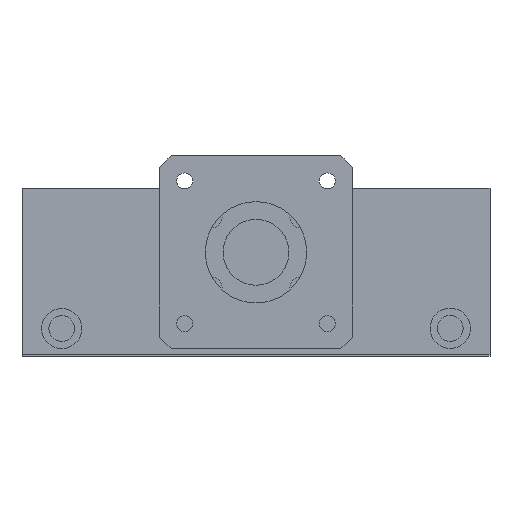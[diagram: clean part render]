
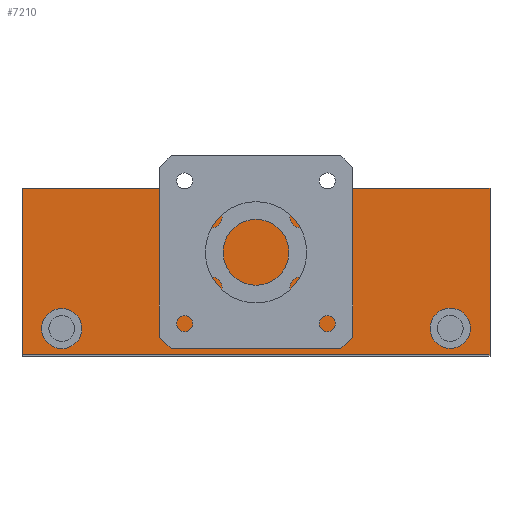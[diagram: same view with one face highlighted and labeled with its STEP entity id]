
A CAD part, front view. The second image highlights one B-rep face of the part: STEP entity #7210.
In plain terms, the highlighted planar face has unit normal (0, -1, 0).
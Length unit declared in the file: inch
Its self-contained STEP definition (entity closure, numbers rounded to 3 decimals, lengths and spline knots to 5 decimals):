
#6698=CARTESIAN_POINT('',(-1.488,-0.385,-0.48799));
#6699=VERTEX_POINT('',#6698);
#6715=CARTESIAN_POINT('',(-1.832,-0.385,-0.48799));
#6716=VERTEX_POINT('',#6715);
#6723=CARTESIAN_POINT('',(-1.66,-0.385,-0.48799));
#6724=DIRECTION('',(0.0,1.0,0.0));
#6725=DIRECTION('',(1.0,0.0,0.0));
#6726=AXIS2_PLACEMENT_3D('',#6723,#6724,#6725);
#6727=CIRCLE('',#6726,0.172);
#6728=EDGE_CURVE('',#6699,#6716,#6727,.T.);
#6824=CARTESIAN_POINT('',(1.832,-0.385,-0.48654));
#6825=VERTEX_POINT('',#6824);
#6841=CARTESIAN_POINT('',(1.488,-0.385,-0.48654));
#6842=VERTEX_POINT('',#6841);
#6849=CARTESIAN_POINT('',(1.66,-0.385,-0.48654));
#6850=DIRECTION('',(0.0,1.0,0.0));
#6851=DIRECTION('',(1.0,0.0,0.0));
#6852=AXIS2_PLACEMENT_3D('',#6849,#6850,#6851);
#6853=CIRCLE('',#6852,0.172);
#6854=EDGE_CURVE('',#6825,#6842,#6853,.T.);
#6912=CARTESIAN_POINT('',(1.66,-0.385,-0.48654));
#6913=DIRECTION('',(0.0,1.0,0.0));
#6914=DIRECTION('',(1.0,0.0,0.0));
#6915=AXIS2_PLACEMENT_3D('',#6912,#6913,#6914);
#6916=CIRCLE('',#6915,0.172);
#6917=EDGE_CURVE('',#6842,#6825,#6916,.T.);
#7016=CARTESIAN_POINT('',(-1.66,-0.385,-0.48799));
#7017=DIRECTION('',(0.0,1.0,0.0));
#7018=DIRECTION('',(1.0,0.0,0.0));
#7019=AXIS2_PLACEMENT_3D('',#7016,#7017,#7018);
#7020=CIRCLE('',#7019,0.172);
#7021=EDGE_CURVE('',#6716,#6699,#7020,.T.);
#7072=CARTESIAN_POINT('',(-2.0,-0.385,-0.71291));
#7073=VERTEX_POINT('',#7072);
#7074=CARTESIAN_POINT('',(-2.0,-0.385,0.71291));
#7075=VERTEX_POINT('',#7074);
#7076=CARTESIAN_POINT('',(-2.0,-0.385,-0.71291));
#7077=DIRECTION('',(0.0,0.0,1.0));
#7078=VECTOR('',#7077,1.42583);
#7079=LINE('',#7076,#7078);
#7080=EDGE_CURVE('',#7073,#7075,#7079,.T.);
#7112=CARTESIAN_POINT('',(2.0,-0.385,0.71291));
#7113=VERTEX_POINT('',#7112);
#7114=CARTESIAN_POINT('',(-2.0,-0.385,0.71291));
#7115=DIRECTION('',(1.0,0.0,0.0));
#7116=VECTOR('',#7115,4.0);
#7117=LINE('',#7114,#7116);
#7118=EDGE_CURVE('',#7075,#7113,#7117,.T.);
#7143=CARTESIAN_POINT('',(2.0,-0.385,-0.71291));
#7144=VERTEX_POINT('',#7143);
#7145=CARTESIAN_POINT('',(2.0,-0.385,0.71291));
#7146=DIRECTION('',(0.0,0.0,-1.0));
#7147=VECTOR('',#7146,1.42583);
#7148=LINE('',#7145,#7147);
#7149=EDGE_CURVE('',#7113,#7144,#7148,.T.);
#7174=CARTESIAN_POINT('',(2.0,-0.385,-0.71291));
#7175=DIRECTION('',(-1.0,0.0,0.0));
#7176=VECTOR('',#7175,4.0);
#7177=LINE('',#7174,#7176);
#7178=EDGE_CURVE('',#7144,#7073,#7177,.T.);
#7191=CARTESIAN_POINT('',(0.0,-0.385,0.0));
#7192=DIRECTION('',(0.0,1.0,0.0));
#7193=DIRECTION('',(0.0,0.0,1.0));
#7194=AXIS2_PLACEMENT_3D('',#7191,#7192,#7193);
#7195=PLANE('',#7194);
#7196=ORIENTED_EDGE('',*,*,#7080,.F.);
#7197=ORIENTED_EDGE('',*,*,#7178,.F.);
#7198=ORIENTED_EDGE('',*,*,#7149,.F.);
#7199=ORIENTED_EDGE('',*,*,#7118,.F.);
#7200=EDGE_LOOP('',(#7196,#7197,#7198,#7199));
#7201=FACE_OUTER_BOUND('',#7200,.T.);
#7202=ORIENTED_EDGE('',*,*,#6854,.T.);
#7203=ORIENTED_EDGE('',*,*,#6917,.T.);
#7204=EDGE_LOOP('',(#7202,#7203));
#7205=FACE_BOUND('',#7204,.T.);
#7206=ORIENTED_EDGE('',*,*,#6728,.T.);
#7207=ORIENTED_EDGE('',*,*,#7021,.T.);
#7208=EDGE_LOOP('',(#7206,#7207));
#7209=FACE_BOUND('',#7208,.T.);
#7210=ADVANCED_FACE('',(#7201,#7205,#7209),#7195,.F.);
